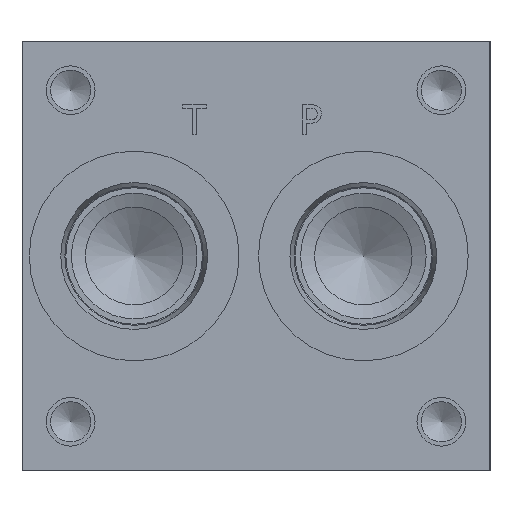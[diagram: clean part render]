
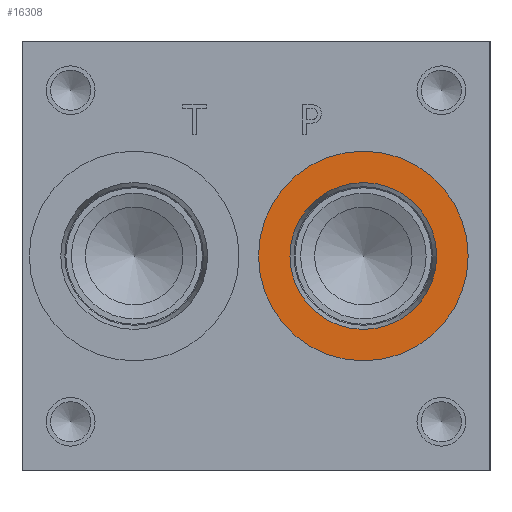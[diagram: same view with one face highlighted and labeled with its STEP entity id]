
A CAD part, left-side view. The second image highlights one B-rep face of the part: STEP entity #16308.
In plain terms, the highlighted planar face has unit normal (-1, 0, 0).
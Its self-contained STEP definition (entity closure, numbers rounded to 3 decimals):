
#471=CIRCLE('',#17162,17.069);
#472=CIRCLE('',#17163,17.069);
#473=CIRCLE('',#17165,11.951);
#474=CIRCLE('',#17166,11.951);
#1062=FACE_BOUND('',#3185,.T.);
#2244=FACE_OUTER_BOUND('',#3184,.T.);
#3184=EDGE_LOOP('',(#13237,#13238));
#3185=EDGE_LOOP('',(#13239,#13240));
#7309=VERTEX_POINT('',#27418);
#7310=VERTEX_POINT('',#27420);
#7311=VERTEX_POINT('',#27424);
#7312=VERTEX_POINT('',#27425);
#9439=EDGE_CURVE('',#7309,#7310,#471,.T.);
#9440=EDGE_CURVE('',#7310,#7309,#472,.T.);
#9441=EDGE_CURVE('',#7311,#7312,#473,.T.);
#9442=EDGE_CURVE('',#7312,#7311,#474,.T.);
#13237=ORIENTED_EDGE('',*,*,#9440,.F.);
#13238=ORIENTED_EDGE('',*,*,#9439,.F.);
#13239=ORIENTED_EDGE('',*,*,#9441,.T.);
#13240=ORIENTED_EDGE('',*,*,#9442,.T.);
#15232=PLANE('',#17164);
#16308=ADVANCED_FACE('',(#2244,#1062),#15232,.F.);
#17162=AXIS2_PLACEMENT_3D('',#27421,#20082,#20083);
#17163=AXIS2_PLACEMENT_3D('',#27422,#20084,#20085);
#17164=AXIS2_PLACEMENT_3D('',#27423,#20086,#20087);
#17165=AXIS2_PLACEMENT_3D('',#27426,#20088,#20089);
#17166=AXIS2_PLACEMENT_3D('',#27427,#20090,#20091);
#20082=DIRECTION('center_axis',(1.,0.,0.));
#20083=DIRECTION('ref_axis',(0.,0.,-1.));
#20084=DIRECTION('center_axis',(1.,0.,0.));
#20085=DIRECTION('ref_axis',(0.,0.,-1.));
#20086=DIRECTION('center_axis',(1.,0.,0.));
#20087=DIRECTION('ref_axis',(0.,0.,-1.));
#20088=DIRECTION('center_axis',(1.,0.,0.));
#20089=DIRECTION('ref_axis',(0.,0.,-1.));
#20090=DIRECTION('center_axis',(1.,0.,0.));
#20091=DIRECTION('ref_axis',(0.,0.,-1.));
#27418=CARTESIAN_POINT('',(0.787,20.625,17.856));
#27420=CARTESIAN_POINT('',(0.787,20.625,51.994));
#27421=CARTESIAN_POINT('Origin',(0.787,20.625,34.925));
#27422=CARTESIAN_POINT('Origin',(0.787,20.625,34.925));
#27423=CARTESIAN_POINT('Origin',(0.787,20.625,46.876));
#27424=CARTESIAN_POINT('',(0.787,20.625,46.876));
#27425=CARTESIAN_POINT('',(0.787,20.625,22.974));
#27426=CARTESIAN_POINT('Origin',(0.787,20.625,34.925));
#27427=CARTESIAN_POINT('Origin',(0.787,20.625,34.925));
